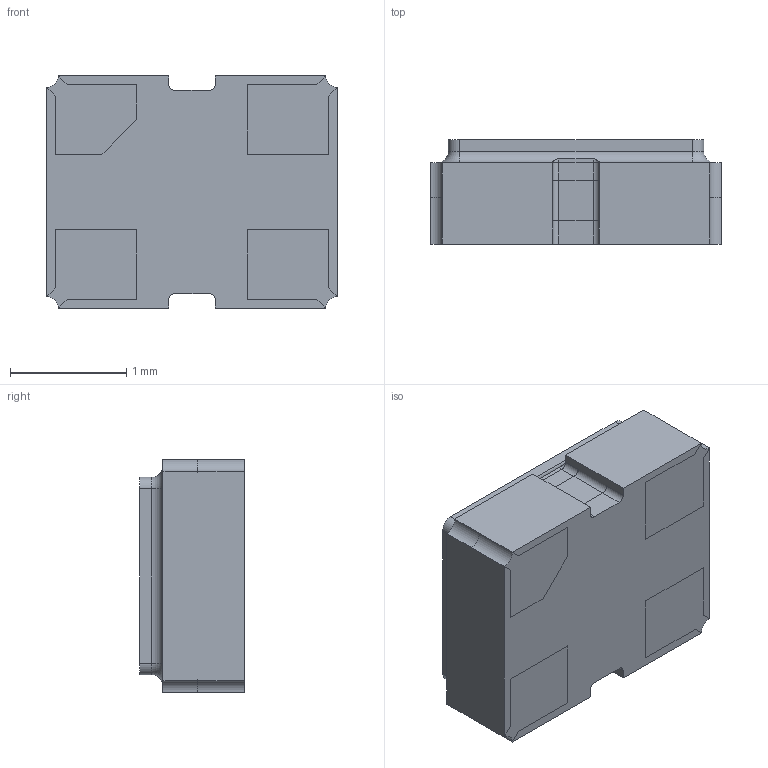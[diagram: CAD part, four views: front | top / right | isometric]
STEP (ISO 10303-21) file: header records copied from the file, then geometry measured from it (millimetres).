
FILE_DESCRIPTION (( 'STEP AP214' ), '1' );
FILE_NAME ('ECS-2520MV-500-BL-TR.STEP', '2022-08-02T20:44:23', ( '' ), ( '' ), 'SwSTEP 2.0', 'SolidWorks 2017', '' );
FILE_SCHEMA (( 'AUTOMOTIVE_DESIGN' ));
Length unit declared in the file: millimetre
Products named in the file (1): ECS-2520MV-500-BL-TR
Bounding box: 2.5 x 0.9 x 2 mm (x, y, z)
Volume: 4.2 mm3; surface area: 44.8 mm2
Topology: 8 solids, 8 shells, 148 faces, 376 edges, 240 vertices
Faces by surface type: plane 108, cylinder 36, torus 4
Entity records: 4563 total; most frequent: CARTESIAN_POINT 831, ORIENTED_EDGE 752, DIRECTION 746, EDGE_CURVE 376, VECTOR 296, LINE 296, VERTEX_POINT 240, AXIS2_PLACEMENT_3D 225
